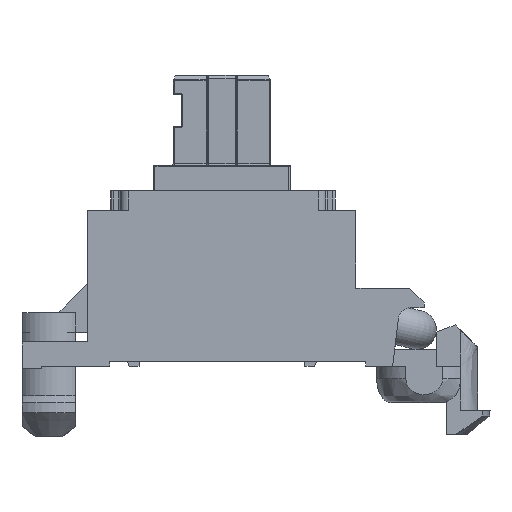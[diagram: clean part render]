
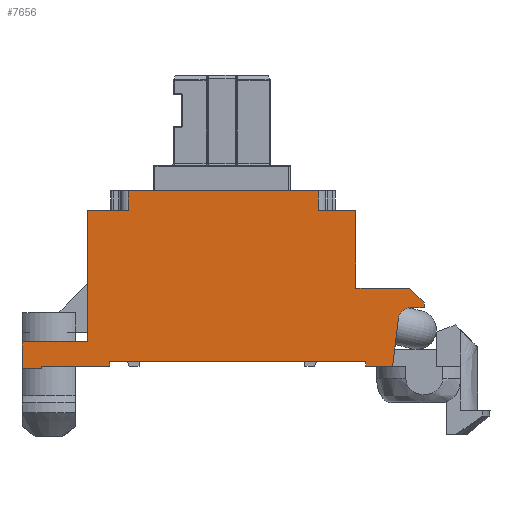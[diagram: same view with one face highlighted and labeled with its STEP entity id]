
A CAD part, left-side view. The second image highlights one B-rep face of the part: STEP entity #7656.
In plain terms, the highlighted planar face has unit normal (-1, 0, 0).
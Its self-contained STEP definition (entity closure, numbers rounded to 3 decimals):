
#339=PLANE('',#8219);
#562=LINE('',#11822,#1259);
#637=LINE('',#12045,#1334);
#681=LINE('',#12145,#1378);
#697=LINE('',#12201,#1394);
#719=LINE('',#12242,#1416);
#720=LINE('',#12244,#1417);
#721=LINE('',#12246,#1418);
#722=LINE('',#12248,#1419);
#723=LINE('',#12250,#1420);
#724=LINE('',#12252,#1421);
#725=LINE('',#12254,#1422);
#726=LINE('',#12256,#1423);
#727=LINE('',#12257,#1424);
#728=LINE('',#12259,#1425);
#729=LINE('',#12263,#1426);
#730=LINE('',#12265,#1427);
#731=LINE('',#12267,#1428);
#732=LINE('',#12268,#1429);
#733=LINE('',#12270,#1430);
#734=LINE('',#12271,#1431);
#735=LINE('',#12272,#1432);
#1259=VECTOR('',#9077,1000.);
#1334=VECTOR('',#9234,1000.);
#1378=VECTOR('',#9316,1000.);
#1394=VECTOR('',#9358,1000.);
#1416=VECTOR('',#9386,1000.);
#1417=VECTOR('',#9387,1000.);
#1418=VECTOR('',#9388,1000.);
#1419=VECTOR('',#9389,1000.);
#1420=VECTOR('',#9390,1000.);
#1421=VECTOR('',#9391,1000.);
#1422=VECTOR('',#9392,1000.);
#1423=VECTOR('',#9393,1000.);
#1424=VECTOR('',#9394,1000.);
#1425=VECTOR('',#9395,1000.);
#1426=VECTOR('',#9398,1000.);
#1427=VECTOR('',#9399,1000.);
#1428=VECTOR('',#9400,1000.);
#1429=VECTOR('',#9401,1000.);
#1430=VECTOR('',#9402,1000.);
#1431=VECTOR('',#9403,1000.);
#1432=VECTOR('',#9404,1000.);
#2111=FACE_OUTER_BOUND('',#2564,.T.);
#2564=EDGE_LOOP('',(#5676,#5677,#5678,#5679,#5680,#5681,#5682,#5683,#5684,
#5685,#5686,#5687,#5688,#5689,#5690,#5691,#5692,#5693,#5694,#5695,#5696,
#5697));
#2998=CIRCLE('',#8220,0.5);
#3355=VERTEX_POINT('',#11819);
#3356=VERTEX_POINT('',#11821);
#3426=VERTEX_POINT('',#12042);
#3427=VERTEX_POINT('',#12044);
#3463=VERTEX_POINT('',#12142);
#3464=VERTEX_POINT('',#12144);
#3468=VERTEX_POINT('',#12154);
#3491=VERTEX_POINT('',#12199);
#3507=VERTEX_POINT('',#12241);
#3508=VERTEX_POINT('',#12243);
#3509=VERTEX_POINT('',#12245);
#3510=VERTEX_POINT('',#12247);
#3511=VERTEX_POINT('',#12249);
#3512=VERTEX_POINT('',#12251);
#3513=VERTEX_POINT('',#12253);
#3514=VERTEX_POINT('',#12255);
#3515=VERTEX_POINT('',#12258);
#3516=VERTEX_POINT('',#12260);
#3517=VERTEX_POINT('',#12262);
#3518=VERTEX_POINT('',#12264);
#3519=VERTEX_POINT('',#12266);
#3520=VERTEX_POINT('',#12269);
#4126=EDGE_CURVE('',#3355,#3356,#562,.T.);
#4225=EDGE_CURVE('',#3426,#3427,#637,.T.);
#4276=EDGE_CURVE('',#3463,#3464,#681,.T.);
#4304=EDGE_CURVE('',#3491,#3468,#697,.T.);
#4327=EDGE_CURVE('',#3464,#3507,#719,.T.);
#4328=EDGE_CURVE('',#3508,#3463,#720,.T.);
#4329=EDGE_CURVE('',#3509,#3508,#721,.T.);
#4330=EDGE_CURVE('',#3510,#3509,#722,.T.);
#4331=EDGE_CURVE('',#3511,#3510,#723,.T.);
#4332=EDGE_CURVE('',#3512,#3511,#724,.T.);
#4333=EDGE_CURVE('',#3513,#3512,#725,.T.);
#4334=EDGE_CURVE('',#3514,#3513,#726,.T.);
#4335=EDGE_CURVE('',#3356,#3514,#727,.T.);
#4336=EDGE_CURVE('',#3515,#3355,#728,.T.);
#4337=EDGE_CURVE('',#3516,#3515,#2998,.T.);
#4338=EDGE_CURVE('',#3517,#3516,#729,.T.);
#4339=EDGE_CURVE('',#3518,#3517,#730,.T.);
#4340=EDGE_CURVE('',#3519,#3518,#731,.T.);
#4341=EDGE_CURVE('',#3427,#3519,#732,.T.);
#4342=EDGE_CURVE('',#3520,#3426,#733,.T.);
#4343=EDGE_CURVE('',#3520,#3468,#734,.T.);
#4344=EDGE_CURVE('',#3507,#3491,#735,.T.);
#5676=ORIENTED_EDGE('',*,*,#4327,.F.);
#5677=ORIENTED_EDGE('',*,*,#4276,.F.);
#5678=ORIENTED_EDGE('',*,*,#4328,.F.);
#5679=ORIENTED_EDGE('',*,*,#4329,.F.);
#5680=ORIENTED_EDGE('',*,*,#4330,.F.);
#5681=ORIENTED_EDGE('',*,*,#4331,.F.);
#5682=ORIENTED_EDGE('',*,*,#4332,.F.);
#5683=ORIENTED_EDGE('',*,*,#4333,.F.);
#5684=ORIENTED_EDGE('',*,*,#4334,.F.);
#5685=ORIENTED_EDGE('',*,*,#4335,.F.);
#5686=ORIENTED_EDGE('',*,*,#4126,.F.);
#5687=ORIENTED_EDGE('',*,*,#4336,.F.);
#5688=ORIENTED_EDGE('',*,*,#4337,.F.);
#5689=ORIENTED_EDGE('',*,*,#4338,.F.);
#5690=ORIENTED_EDGE('',*,*,#4339,.F.);
#5691=ORIENTED_EDGE('',*,*,#4340,.F.);
#5692=ORIENTED_EDGE('',*,*,#4341,.F.);
#5693=ORIENTED_EDGE('',*,*,#4225,.F.);
#5694=ORIENTED_EDGE('',*,*,#4342,.F.);
#5695=ORIENTED_EDGE('',*,*,#4343,.T.);
#5696=ORIENTED_EDGE('',*,*,#4304,.F.);
#5697=ORIENTED_EDGE('',*,*,#4344,.F.);
#7656=ADVANCED_FACE('',(#2111),#339,.F.);
#8219=AXIS2_PLACEMENT_3D('',#12240,#9384,#9385);
#8220=AXIS2_PLACEMENT_3D('',#12261,#9396,#9397);
#9077=DIRECTION('',(0.,0.,-1.));
#9234=DIRECTION('',(0.,-1.,0.));
#9316=DIRECTION('',(0.,1.,0.));
#9358=DIRECTION('',(0.,0.,1.));
#9384=DIRECTION('center_axis',(1.,0.,0.));
#9385=DIRECTION('ref_axis',(0.,0.,-1.));
#9386=DIRECTION('',(0.,0.,1.));
#9387=DIRECTION('',(0.,0.,1.));
#9388=DIRECTION('',(0.,1.,0.));
#9389=DIRECTION('',(0.,0.,-1.));
#9390=DIRECTION('',(0.,-1.,0.));
#9391=DIRECTION('',(0.,0.,-1.));
#9392=DIRECTION('',(0.,-1.,0.));
#9393=DIRECTION('',(0.,0.,-1.));
#9394=DIRECTION('',(0.,1.,0.));
#9395=DIRECTION('',(0.,-0.992,-0.124));
#9396=DIRECTION('center_axis',(-1.,0.,0.));
#9397=DIRECTION('ref_axis',(0.,0.,-1.));
#9398=DIRECTION('',(0.,0.,-1.));
#9399=DIRECTION('',(0.,-1.,0.));
#9400=DIRECTION('',(0.,-0.707,0.707));
#9401=DIRECTION('',(0.,0.,1.));
#9402=DIRECTION('',(0.,0.,1.));
#9403=DIRECTION('',(0.,1.,0.));
#9404=DIRECTION('',(0.,1.,0.));
#11819=CARTESIAN_POINT('',(-3.4,-3.6,7.));
#11821=CARTESIAN_POINT('',(-3.4,-3.6,5.9));
#11822=CARTESIAN_POINT('',(-3.4,-3.6,5.9));
#12042=CARTESIAN_POINT('',(-3.4,2.8,5.5));
#12044=CARTESIAN_POINT('',(-3.4,-0.4,5.5));
#12045=CARTESIAN_POINT('',(-3.4,3.6,5.5));
#12142=CARTESIAN_POINT('',(-3.4,-2.6,-5.5));
#12144=CARTESIAN_POINT('',(-3.4,2.8,-5.5));
#12145=CARTESIAN_POINT('',(-3.4,3.6,-5.5));
#12154=CARTESIAN_POINT('',(-3.4,3.6,3.95));
#12199=CARTESIAN_POINT('',(-3.4,3.6,-3.85));
#12201=CARTESIAN_POINT('',(-3.4,3.6,5.5));
#12240=CARTESIAN_POINT('Origin',(-3.4,-1.7,7.741));
#12241=CARTESIAN_POINT('',(-3.4,2.8,-3.85));
#12242=CARTESIAN_POINT('',(-3.4,2.8,7.741));
#12243=CARTESIAN_POINT('',(-3.4,-2.6,-8.2));
#12244=CARTESIAN_POINT('',(-3.4,-2.6,-5.5));
#12245=CARTESIAN_POINT('',(-3.4,-3.7,-8.2));
#12246=CARTESIAN_POINT('',(-3.4,-2.6,-8.2));
#12247=CARTESIAN_POINT('',(-3.4,-3.7,-7.4));
#12248=CARTESIAN_POINT('',(-3.4,-3.7,-8.2));
#12249=CARTESIAN_POINT('',(-3.4,-3.6,-7.4));
#12250=CARTESIAN_POINT('',(-3.4,-3.6,-7.4));
#12251=CARTESIAN_POINT('',(-3.4,-3.6,-4.6));
#12252=CARTESIAN_POINT('',(-3.4,-3.6,-4.6));
#12253=CARTESIAN_POINT('',(-3.4,-3.4,-4.6));
#12254=CARTESIAN_POINT('',(-3.4,-3.4,-4.6));
#12255=CARTESIAN_POINT('',(-3.4,-3.4,5.9));
#12256=CARTESIAN_POINT('',(-3.4,-3.4,5.9));
#12257=CARTESIAN_POINT('',(-3.4,-3.4,5.9));
#12258=CARTESIAN_POINT('',(-3.4,-1.638,7.245));
#12259=CARTESIAN_POINT('',(-3.4,-3.6,7.));
#12260=CARTESIAN_POINT('',(-3.4,-1.2,7.741));
#12261=CARTESIAN_POINT('Origin',(-3.4,-1.7,7.741));
#12262=CARTESIAN_POINT('',(-3.4,-1.2,8.3));
#12263=CARTESIAN_POINT('',(-3.4,-1.2,7.741));
#12264=CARTESIAN_POINT('',(-3.4,-1.,8.3));
#12265=CARTESIAN_POINT('',(-3.4,-1.2,8.3));
#12266=CARTESIAN_POINT('',(-3.4,-0.4,7.7));
#12267=CARTESIAN_POINT('',(-3.4,-1.,8.3));
#12268=CARTESIAN_POINT('',(-3.4,-0.4,7.7));
#12269=CARTESIAN_POINT('',(-3.4,2.8,3.95));
#12270=CARTESIAN_POINT('',(-3.4,2.8,7.741));
#12271=CARTESIAN_POINT('',(-3.4,-15.237,3.95));
#12272=CARTESIAN_POINT('',(-3.4,-15.237,-3.85));
